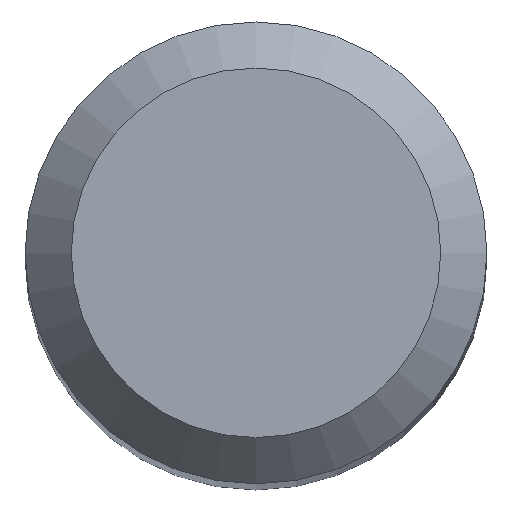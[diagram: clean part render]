
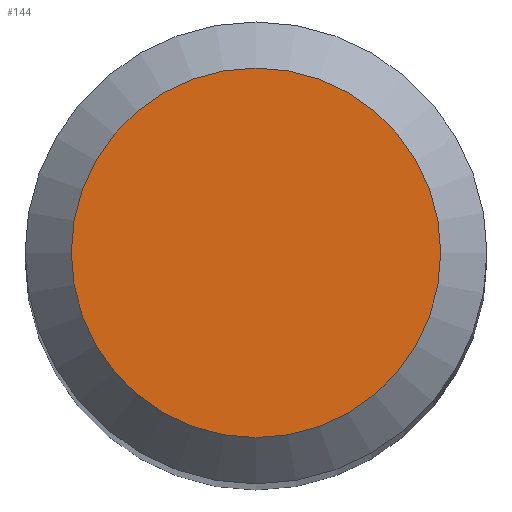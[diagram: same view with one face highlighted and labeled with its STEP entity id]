
A CAD part, top view. The second image highlights one B-rep face of the part: STEP entity #144.
In plain terms, the highlighted planar face has unit normal (0, 0, 1).
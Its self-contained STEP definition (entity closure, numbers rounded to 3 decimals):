
#2 = AXIS2_PLACEMENT_3D ( 'NONE', #184, #30, #235 ) ;
#8 = ORIENTED_EDGE ( 'NONE', *, *, #61, .T. ) ;
#28 = CARTESIAN_POINT ( 'NONE',  ( 0., 0., 38. ) ) ;
#30 = DIRECTION ( 'NONE',  ( 0., 0., 1. ) ) ;
#61 = EDGE_CURVE ( 'NONE', #204, #204, #119, .T. ) ;
#67 = PLANE ( 'NONE',  #2 ) ;
#88 = DIRECTION ( 'NONE',  ( 0., 0., 1. ) ) ;
#110 = AXIS2_PLACEMENT_3D ( 'NONE', #28, #88, #162 ) ;
#118 = EDGE_LOOP ( 'NONE', ( #8 ) ) ;
#119 = CIRCLE ( 'NONE', #110, 1.6 ) ;
#144 = ADVANCED_FACE ( 'NONE', ( #201 ), #67, .T. ) ;
#162 = DIRECTION ( 'NONE',  ( 1., 0., 0. ) ) ;
#167 = CARTESIAN_POINT ( 'NONE',  ( 1.6, 0., 38. ) ) ;
#184 = CARTESIAN_POINT ( 'NONE',  ( 0., 0., 38. ) ) ;
#201 = FACE_OUTER_BOUND ( 'NONE', #118, .T. ) ;
#204 = VERTEX_POINT ( 'NONE', #167 ) ;
#235 = DIRECTION ( 'NONE',  ( 1., 0., 0. ) ) ;
